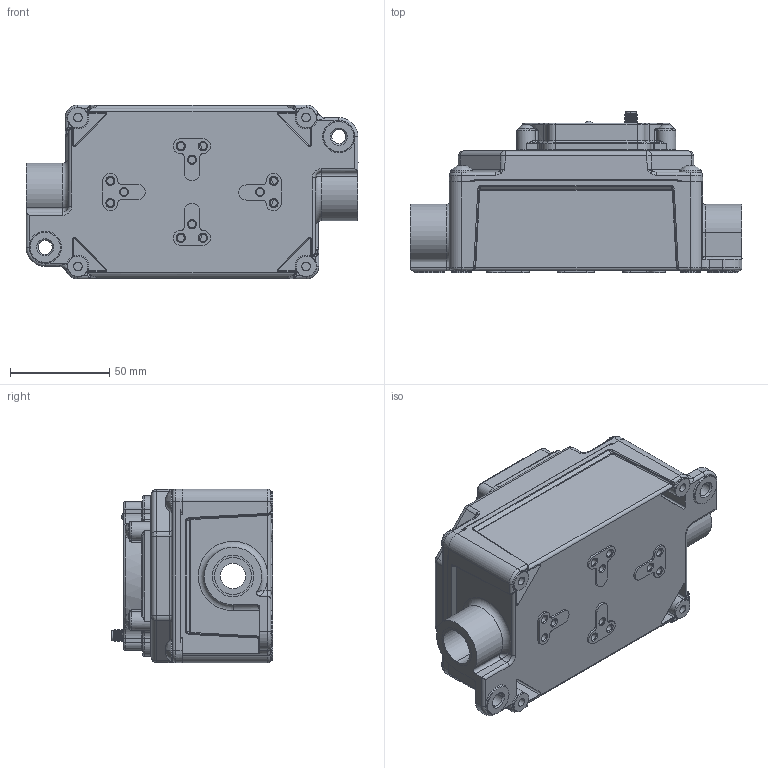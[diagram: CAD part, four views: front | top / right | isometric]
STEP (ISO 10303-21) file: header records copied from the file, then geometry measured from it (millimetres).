
FILE_DESCRIPTION((''),'2;1');
FILE_NAME('188755_ASM','2016-01-28T',('pdmadmin'),(''),'PRO/ENGINEER BY PARAMETRIC TECHNOLOGY CORPORATION, 2013230','PRO/ENGINEER BY PARAMETRIC TECHNOLOGY CORPORATION, 2013230','');
FILE_SCHEMA(('CONFIG_CONTROL_DESIGN'));
Length unit declared in the file: inch
Products named in the file (13): 161764_AF0; 133920; 133920_INSERT; 133920_ASM; 175291; 121056; 121057; 175291_ASM; SMACON_1; 8X3_4_HEX_BHCS; 1_4X3_4_HEX_BHCS; 160678; 188755_ASM
Assembly tree (23 placements, depth 3):
  188755_ASM
    161764_AF0
    133920_ASM
      133920
      133920_INSERT  x4
    175291_ASM
      175291
      121056  x2
      121057
    SMACON_1
    8X3_4_HEX_BHCS  x4
    1_4X3_4_HEX_BHCS  x4
    160678  x2
Bounding box: 167.39 x 81.51 x 87.63 mm (x, y, z)
Volume: 179367.3 mm3; surface area: 143596.9 mm2
Topology: 21 solids, 31 shells, 1920 faces, 4539 edges, 2728 vertices
Faces by surface type: cylinder 717, plane 457, bspline 282, torus 246, cone 188, sphere 26, revolution 4
Entity records: 63857 total; most frequent: CARTESIAN_POINT 23809, DIRECTION 8526, ORIENTED_EDGE 8298, EDGE_CURVE 4163, AXIS2_PLACEMENT_3D 3458, VERTEX_POINT 2497, CIRCLE 1929, EDGE_LOOP 1892
